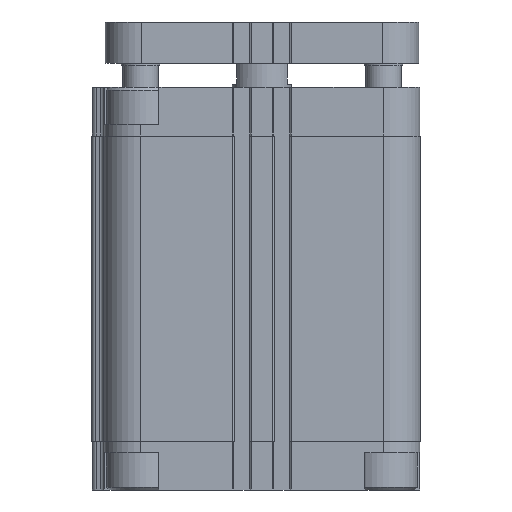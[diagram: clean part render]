
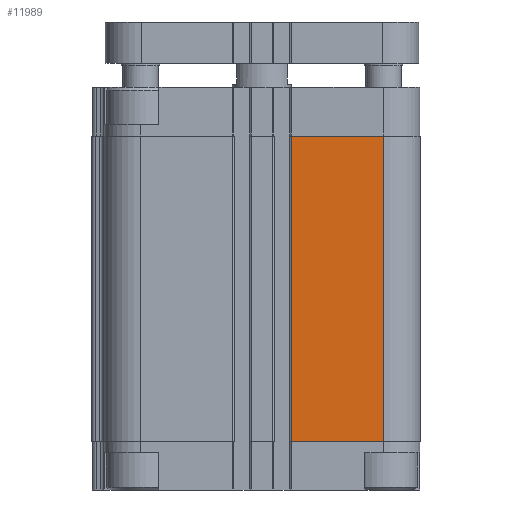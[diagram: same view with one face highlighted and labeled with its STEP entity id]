
A CAD part, left-side view. The second image highlights one B-rep face of the part: STEP entity #11989.
In plain terms, the highlighted face is planar.
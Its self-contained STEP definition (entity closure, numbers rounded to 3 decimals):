
#2146=ORIENTED_EDGE('',*,*,#5274,.F.);
#2147=ORIENTED_EDGE('',*,*,#5359,.F.);
#2148=ORIENTED_EDGE('',*,*,#4959,.T.);
#2149=ORIENTED_EDGE('',*,*,#5360,.T.);
#4959=EDGE_CURVE('',#6723,#6722,#7776,.T.);
#5274=EDGE_CURVE('',#6919,#6920,#8002,.T.);
#5359=EDGE_CURVE('',#6723,#6919,#8055,.T.);
#5360=EDGE_CURVE('',#6722,#6920,#8056,.T.);
#6722=VERTEX_POINT('',#18404);
#6723=VERTEX_POINT('',#18406);
#6919=VERTEX_POINT('',#19027);
#6920=VERTEX_POINT('',#19029);
#7776=LINE('',#18405,#8864);
#8002=LINE('',#19028,#9090);
#8055=LINE('',#19199,#9143);
#8056=LINE('',#19201,#9144);
#8864=VECTOR('',#14216,1000.);
#9090=VECTOR('',#14842,1000.);
#9143=VECTOR('',#15017,1000.);
#9144=VECTOR('',#15020,1000.);
#9901=EDGE_LOOP('',(#2146,#2147,#2148,#2149));
#10743=FACE_BOUND('',#9901,.T.);
#11501=PLANE('',#12913);
#11989=ADVANCED_FACE('',(#10743),#11501,.T.);
#12913=AXIS2_PLACEMENT_3D('',#19200,#15018,#15019);
#14216=DIRECTION('',(0.,1.,0.));
#14842=DIRECTION('',(0.,1.,0.));
#15017=DIRECTION('',(0.,0.,1.));
#15018=DIRECTION('',(1.,0.,0.));
#15019=DIRECTION('',(0.,0.,-1.));
#15020=DIRECTION('',(0.,0.,1.));
#18404=CARTESIAN_POINT('',(53.5,41.,-119.5));
#18405=CARTESIAN_POINT('',(53.5,9.95,-119.5));
#18406=CARTESIAN_POINT('',(53.5,9.95,-119.5));
#19027=CARTESIAN_POINT('',(53.5,9.95,-16.5));
#19028=CARTESIAN_POINT('',(53.5,9.95,-16.5));
#19029=CARTESIAN_POINT('',(53.5,41.,-16.5));
#19199=CARTESIAN_POINT('',(53.5,9.95,-119.5));
#19200=CARTESIAN_POINT('',(53.5,9.95,-119.5));
#19201=CARTESIAN_POINT('',(53.5,41.,-119.5));
